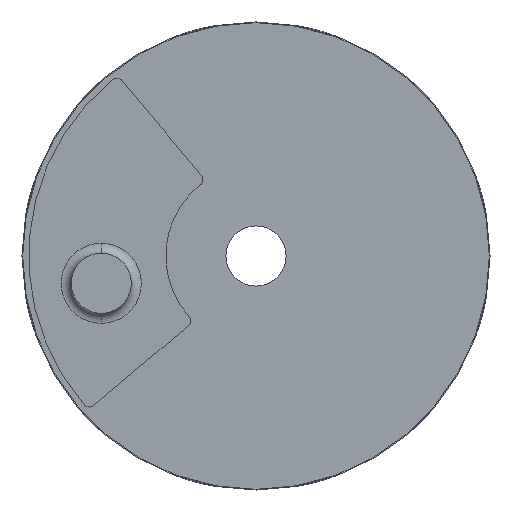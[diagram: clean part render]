
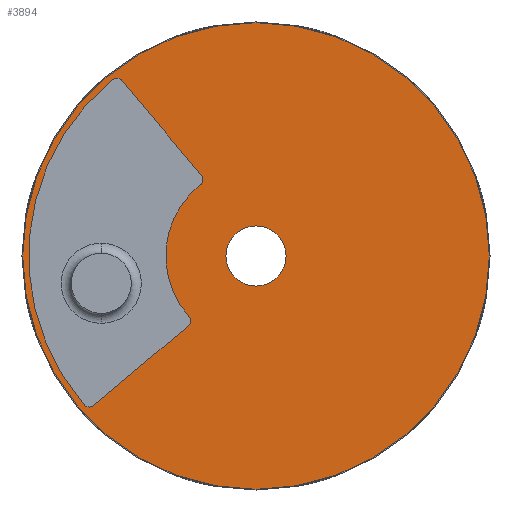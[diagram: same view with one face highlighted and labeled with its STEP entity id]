
A CAD part, front view. The second image highlights one B-rep face of the part: STEP entity #3894.
In plain terms, the highlighted planar face has unit normal (0, -1, 0).
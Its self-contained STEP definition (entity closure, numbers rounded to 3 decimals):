
#120 = CARTESIAN_POINT ( 'NONE',  ( 0., -44.5, 0. ) ) ;
#195 = DIRECTION ( 'NONE',  ( 0., 0., -1. ) ) ;
#240 = EDGE_CURVE ( 'NONE', #4976, #4726, #6856, .T. ) ;
#300 = VERTEX_POINT ( 'NONE', #1896 ) ;
#371 = CARTESIAN_POINT ( 'NONE',  ( -24.955, -44.5, -22.593 ) ) ;
#384 = EDGE_CURVE ( 'NONE', #1868, #300, #5792, .T. ) ;
#422 = CARTESIAN_POINT ( 'NONE',  ( -20.06, -44.5, 26.241 ) ) ;
#475 = CARTESIAN_POINT ( 'NONE',  ( -21.458, -44.5, 26.374 ) ) ;
#485 = EDGE_CURVE ( 'NONE', #651, #1680, #2689, .T. ) ;
#495 = CIRCLE ( 'NONE', #1189, 34.9 ) ;
#561 = CARTESIAN_POINT ( 'NONE',  ( 3.837, -44.5, 2.351 ) ) ;
#608 = CIRCLE ( 'NONE', #4307, 34. ) ;
#651 = VERTEX_POINT ( 'NONE', #6319 ) ;
#704 = VERTEX_POINT ( 'NONE', #371 ) ;
#711 = DIRECTION ( 'NONE',  ( 0., 0., -1. ) ) ;
#848 = AXIS2_PLACEMENT_3D ( 'NONE', #2580, #4389, #3706 ) ;
#886 = DIRECTION ( 'NONE',  ( 0., 0., -1. ) ) ;
#1003 = FACE_BOUND ( 'NONE', #2963, .T. ) ;
#1015 = DIRECTION ( 'NONE',  ( 0., 0., -1. ) ) ;
#1136 = EDGE_CURVE ( 'NONE', #3298, #4976, #6338, .T. ) ;
#1189 = AXIS2_PLACEMENT_3D ( 'NONE', #2936, #5137, #195 ) ;
#1191 = ORIENTED_EDGE ( 'NONE', *, *, #240, .T. ) ;
#1231 = VERTEX_POINT ( 'NONE', #5146 ) ;
#1296 = ORIENTED_EDGE ( 'NONE', *, *, #2764, .F. ) ;
#1426 = DIRECTION ( 'NONE',  ( -0.766, 0., -0.643 ) ) ;
#1543 = CARTESIAN_POINT ( 'NONE',  ( -8.316, -44.5, 10.635 ) ) ;
#1548 = DIRECTION ( 'NONE',  ( 0., 0., -1. ) ) ;
#1612 = CARTESIAN_POINT ( 'NONE',  ( -24.955, -44.5, -21.593 ) ) ;
#1621 = EDGE_CURVE ( 'NONE', #1231, #5157, #1882, .T. ) ;
#1680 = VERTEX_POINT ( 'NONE', #2256 ) ;
#1800 = CIRCLE ( 'NONE', #3860, 1. ) ;
#1811 = CARTESIAN_POINT ( 'NONE',  ( -24.312, -44.5, -22.359 ) ) ;
#1819 = CARTESIAN_POINT ( 'NONE',  ( -25.711, -44.5, -22.247 ) ) ;
#1822 = DIRECTION ( 'NONE',  ( 0., 0., -1. ) ) ;
#1868 = VERTEX_POINT ( 'NONE', #5992 ) ;
#1882 = CIRCLE ( 'NONE', #6816, 4.5 ) ;
#1891 = CARTESIAN_POINT ( 'NONE',  ( 0., -44.5, 0. ) ) ;
#1896 = CARTESIAN_POINT ( 'NONE',  ( 0., -44.5, -34.9 ) ) ;
#1999 = DIRECTION ( 'NONE',  ( 0., 1., 0. ) ) ;
#2002 = ORIENTED_EDGE ( 'NONE', *, *, #2845, .T. ) ;
#2131 = AXIS2_PLACEMENT_3D ( 'NONE', #5857, #4782, #4849 ) ;
#2185 = EDGE_CURVE ( 'NONE', #1680, #5673, #5237, .T. ) ;
#2256 = CARTESIAN_POINT ( 'NONE',  ( -10.137, -44.5, -10.464 ) ) ;
#2333 = EDGE_LOOP ( 'NONE', ( #6597, #1296 ) ) ;
#2382 = CARTESIAN_POINT ( 'NONE',  ( -24.312, -44.5, -22.359 ) ) ;
#2502 = CARTESIAN_POINT ( 'NONE',  ( -8.932, -44.5, 11.422 ) ) ;
#2514 = CIRCLE ( 'NONE', #2972, 1. ) ;
#2580 = CARTESIAN_POINT ( 'NONE',  ( 0., -44.5, 0. ) ) ;
#2649 = FACE_BOUND ( 'NONE', #4920, .T. ) ;
#2689 = CIRCLE ( 'NONE', #2799, 1. ) ;
#2698 = CIRCLE ( 'NONE', #7070, 13.5 ) ;
#2718 = DIRECTION ( 'NONE',  ( 0., 1., 0. ) ) ;
#2750 = CARTESIAN_POINT ( 'NONE',  ( -24.955, -44.5, -21.593 ) ) ;
#2764 = EDGE_CURVE ( 'NONE', #300, #1868, #495, .T. ) ;
#2799 = AXIS2_PLACEMENT_3D ( 'NONE', #7118, #6969, #1548 ) ;
#2845 = EDGE_CURVE ( 'NONE', #5202, #3298, #608, .T. ) ;
#2936 = CARTESIAN_POINT ( 'NONE',  ( 0., -44.5, 0. ) ) ;
#2963 = EDGE_LOOP ( 'NONE', ( #2002, #4896, #1191, #6626, #5620, #5749, #3572, #7058, #3009 ) ) ;
#2964 = VERTEX_POINT ( 'NONE', #1543 ) ;
#2972 = AXIS2_PLACEMENT_3D ( 'NONE', #1612, #3801, #886 ) ;
#3009 = ORIENTED_EDGE ( 'NONE', *, *, #4076, .T. ) ;
#3054 = DIRECTION ( 'NONE',  ( 0.643, 0., -0.766 ) ) ;
#3298 = VERTEX_POINT ( 'NONE', #475 ) ;
#3324 = CIRCLE ( 'NONE', #5722, 1. ) ;
#3330 = ORIENTED_EDGE ( 'NONE', *, *, #3354, .F. ) ;
#3354 = EDGE_CURVE ( 'NONE', #5157, #1231, #5350, .T. ) ;
#3572 = ORIENTED_EDGE ( 'NONE', *, *, #2185, .T. ) ;
#3703 = AXIS2_PLACEMENT_3D ( 'NONE', #3817, #5376, #1015 ) ;
#3705 = FACE_OUTER_BOUND ( 'NONE', #2333, .T. ) ;
#3706 = DIRECTION ( 'NONE',  ( 0., 0., -1. ) ) ;
#3801 = DIRECTION ( 'NONE',  ( 0., 1., 0. ) ) ;
#3817 = CARTESIAN_POINT ( 'NONE',  ( -20.827, -44.5, 25.598 ) ) ;
#3826 = VECTOR ( 'NONE', #1426, 1000. ) ;
#3860 = AXIS2_PLACEMENT_3D ( 'NONE', #2750, #2718, #4388 ) ;
#3894 = ADVANCED_FACE ( 'NONE', ( #2649, #1003, #3705 ), #5401, .T. ) ;
#3944 = EDGE_CURVE ( 'NONE', #2964, #651, #2698, .T. ) ;
#4020 = DIRECTION ( 'NONE',  ( 0., 0., -1. ) ) ;
#4042 = ORIENTED_EDGE ( 'NONE', *, *, #1621, .F. ) ;
#4076 = EDGE_CURVE ( 'NONE', #704, #5202, #1800, .T. ) ;
#4168 = DIRECTION ( 'NONE',  ( 0., 1., 0. ) ) ;
#4207 = DIRECTION ( 'NONE',  ( 0., 0., -1. ) ) ;
#4271 = CARTESIAN_POINT ( 'NONE',  ( 0., -44.5, 0. ) ) ;
#4307 = AXIS2_PLACEMENT_3D ( 'NONE', #1891, #1999, #4207 ) ;
#4388 = DIRECTION ( 'NONE',  ( 0., 0., -1. ) ) ;
#4389 = DIRECTION ( 'NONE',  ( 0., 1., 0. ) ) ;
#4523 = DIRECTION ( 'NONE',  ( 0., -1., 0. ) ) ;
#4599 = CARTESIAN_POINT ( 'NONE',  ( -8.166, -44.5, 12.065 ) ) ;
#4713 = DIRECTION ( 'NONE',  ( 0., -1., 0. ) ) ;
#4726 = VERTEX_POINT ( 'NONE', #5946 ) ;
#4782 = DIRECTION ( 'NONE',  ( 0., -1., 0. ) ) ;
#4849 = DIRECTION ( 'NONE',  ( 0.766, 0., -0.643 ) ) ;
#4896 = ORIENTED_EDGE ( 'NONE', *, *, #1136, .T. ) ;
#4920 = EDGE_LOOP ( 'NONE', ( #4042, #3330 ) ) ;
#4976 = VERTEX_POINT ( 'NONE', #422 ) ;
#5108 = VECTOR ( 'NONE', #3054, 1000. ) ;
#5137 = DIRECTION ( 'NONE',  ( 0., 1., 0. ) ) ;
#5146 = CARTESIAN_POINT ( 'NONE',  ( -3.837, -44.5, -2.351 ) ) ;
#5157 = VERTEX_POINT ( 'NONE', #561 ) ;
#5202 = VERTEX_POINT ( 'NONE', #1819 ) ;
#5226 = AXIS2_PLACEMENT_3D ( 'NONE', #4271, #6458, #711 ) ;
#5237 = LINE ( 'NONE', #2382, #3826 ) ;
#5350 = CIRCLE ( 'NONE', #5226, 4.5 ) ;
#5376 = DIRECTION ( 'NONE',  ( 0., 1., 0. ) ) ;
#5401 = PLANE ( 'NONE',  #2131 ) ;
#5620 = ORIENTED_EDGE ( 'NONE', *, *, #3944, .T. ) ;
#5673 = VERTEX_POINT ( 'NONE', #1811 ) ;
#5722 = AXIS2_PLACEMENT_3D ( 'NONE', #2502, #4168, #1822 ) ;
#5749 = ORIENTED_EDGE ( 'NONE', *, *, #485, .T. ) ;
#5792 = CIRCLE ( 'NONE', #848, 34.9 ) ;
#5857 = CARTESIAN_POINT ( 'NONE',  ( 0., -44.5, 0. ) ) ;
#5946 = CARTESIAN_POINT ( 'NONE',  ( -8.166, -44.5, 12.065 ) ) ;
#5992 = CARTESIAN_POINT ( 'NONE',  ( 0., -44.5, 34.9 ) ) ;
#6227 = EDGE_CURVE ( 'NONE', #4726, #2964, #3324, .T. ) ;
#6319 = CARTESIAN_POINT ( 'NONE',  ( -10.036, -44.5, -9.029 ) ) ;
#6338 = CIRCLE ( 'NONE', #3703, 1. ) ;
#6458 = DIRECTION ( 'NONE',  ( 0., -1., 0. ) ) ;
#6494 = EDGE_CURVE ( 'NONE', #5673, #704, #2514, .T. ) ;
#6597 = ORIENTED_EDGE ( 'NONE', *, *, #384, .F. ) ;
#6626 = ORIENTED_EDGE ( 'NONE', *, *, #6227, .T. ) ;
#6816 = AXIS2_PLACEMENT_3D ( 'NONE', #120, #4523, #4020 ) ;
#6856 = LINE ( 'NONE', #4599, #5108 ) ;
#6894 = DIRECTION ( 'NONE',  ( 0., 0., -1. ) ) ;
#6969 = DIRECTION ( 'NONE',  ( 0., 1., 0. ) ) ;
#7005 = CARTESIAN_POINT ( 'NONE',  ( 0., -44.5, 0. ) ) ;
#7058 = ORIENTED_EDGE ( 'NONE', *, *, #6494, .T. ) ;
#7070 = AXIS2_PLACEMENT_3D ( 'NONE', #7005, #4713, #6894 ) ;
#7118 = CARTESIAN_POINT ( 'NONE',  ( -10.78, -44.5, -9.698 ) ) ;
